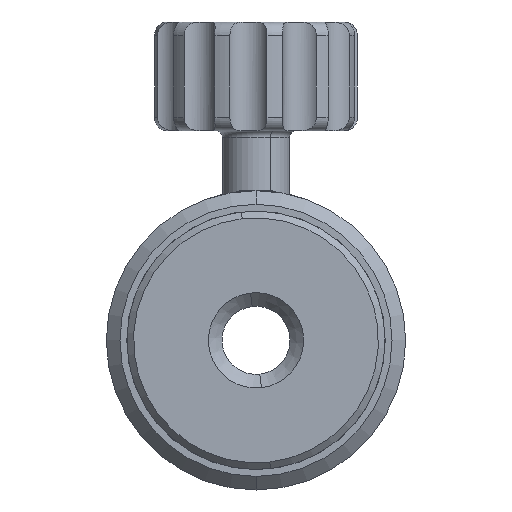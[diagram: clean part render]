
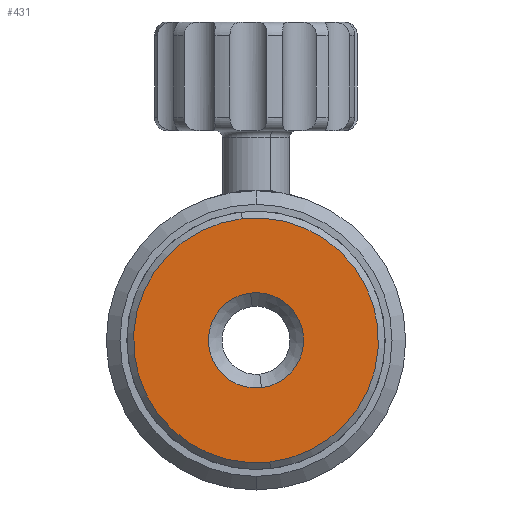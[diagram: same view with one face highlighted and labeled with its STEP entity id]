
A CAD part, front view. The second image highlights one B-rep face of the part: STEP entity #431.
In plain terms, the highlighted planar face has unit normal (0, -1, 0).
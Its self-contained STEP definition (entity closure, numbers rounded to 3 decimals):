
#10 = DIRECTION ( 'NONE',  ( -0.113, 0., 0.994 ) ) ;
#52 = ORIENTED_EDGE ( 'NONE', *, *, #1313, .T. ) ;
#267 = DIRECTION ( 'NONE',  ( 0., -1., 0. ) ) ;
#281 = AXIS2_PLACEMENT_3D ( 'NONE', #1781, #2585, #4845 ) ;
#417 = DIRECTION ( 'NONE',  ( 0., 1., 0. ) ) ;
#431 = ADVANCED_FACE ( 'NONE', ( #4638, #1036 ), #4406, .F. ) ;
#540 = CIRCLE ( 'NONE', #2317, 3.5 ) ;
#610 = EDGE_CURVE ( 'NONE', #1714, #1105, #3166, .T. ) ;
#619 = DIRECTION ( 'NONE',  ( -0.113, 0., 0.994 ) ) ;
#713 = AXIS2_PLACEMENT_3D ( 'NONE', #4472, #417, #10 ) ;
#754 = DIRECTION ( 'NONE',  ( 0., 1., 0. ) ) ;
#942 = ORIENTED_EDGE ( 'NONE', *, *, #610, .T. ) ;
#1021 = DIRECTION ( 'NONE',  ( 0., 1., 0. ) ) ;
#1036 = FACE_OUTER_BOUND ( 'NONE', #2165, .T. ) ;
#1105 = VERTEX_POINT ( 'NONE', #3658 ) ;
#1313 = EDGE_CURVE ( 'NONE', #2624, #4175, #1900, .T. ) ;
#1533 = CARTESIAN_POINT ( 'NONE',  ( -2.655, -13.944, 28.877 ) ) ;
#1714 = VERTEX_POINT ( 'NONE', #4485 ) ;
#1781 = CARTESIAN_POINT ( 'NONE',  ( -2.259, -13.944, 25.4 ) ) ;
#1900 = CIRCLE ( 'NONE', #2285, 3.5 ) ;
#2165 = EDGE_LOOP ( 'NONE', ( #3255, #942 ) ) ;
#2282 = CIRCLE ( 'NONE', #281, 9. ) ;
#2285 = AXIS2_PLACEMENT_3D ( 'NONE', #5067, #1021, #619 ) ;
#2317 = AXIS2_PLACEMENT_3D ( 'NONE', #4786, #754, #3569 ) ;
#2585 = DIRECTION ( 'NONE',  ( 0., -1., 0. ) ) ;
#2624 = VERTEX_POINT ( 'NONE', #4883 ) ;
#2829 = AXIS2_PLACEMENT_3D ( 'NONE', #3510, #267, #3117 ) ;
#3117 = DIRECTION ( 'NONE',  ( -0.113, 0., 0.994 ) ) ;
#3166 = CIRCLE ( 'NONE', #2829, 9. ) ;
#3255 = ORIENTED_EDGE ( 'NONE', *, *, #4428, .T. ) ;
#3510 = CARTESIAN_POINT ( 'NONE',  ( -2.259, -13.944, 25.4 ) ) ;
#3569 = DIRECTION ( 'NONE',  ( -0.113, 0., 0.994 ) ) ;
#3658 = CARTESIAN_POINT ( 'NONE',  ( -3.278, -13.944, 34.342 ) ) ;
#4174 = EDGE_CURVE ( 'NONE', #4175, #2624, #540, .T. ) ;
#4175 = VERTEX_POINT ( 'NONE', #1533 ) ;
#4253 = ORIENTED_EDGE ( 'NONE', *, *, #4174, .T. ) ;
#4406 = PLANE ( 'NONE',  #713 ) ;
#4428 = EDGE_CURVE ( 'NONE', #1105, #1714, #2282, .T. ) ;
#4472 = CARTESIAN_POINT ( 'NONE',  ( -2.259, -13.944, 25.4 ) ) ;
#4485 = CARTESIAN_POINT ( 'NONE',  ( -1.24, -13.944, 16.458 ) ) ;
#4638 = FACE_BOUND ( 'NONE', #4764, .T. ) ;
#4764 = EDGE_LOOP ( 'NONE', ( #52, #4253 ) ) ;
#4786 = CARTESIAN_POINT ( 'NONE',  ( -2.259, -13.944, 25.4 ) ) ;
#4845 = DIRECTION ( 'NONE',  ( -0.113, 0., 0.994 ) ) ;
#4883 = CARTESIAN_POINT ( 'NONE',  ( -1.862, -13.944, 21.923 ) ) ;
#5067 = CARTESIAN_POINT ( 'NONE',  ( -2.259, -13.944, 25.4 ) ) ;
